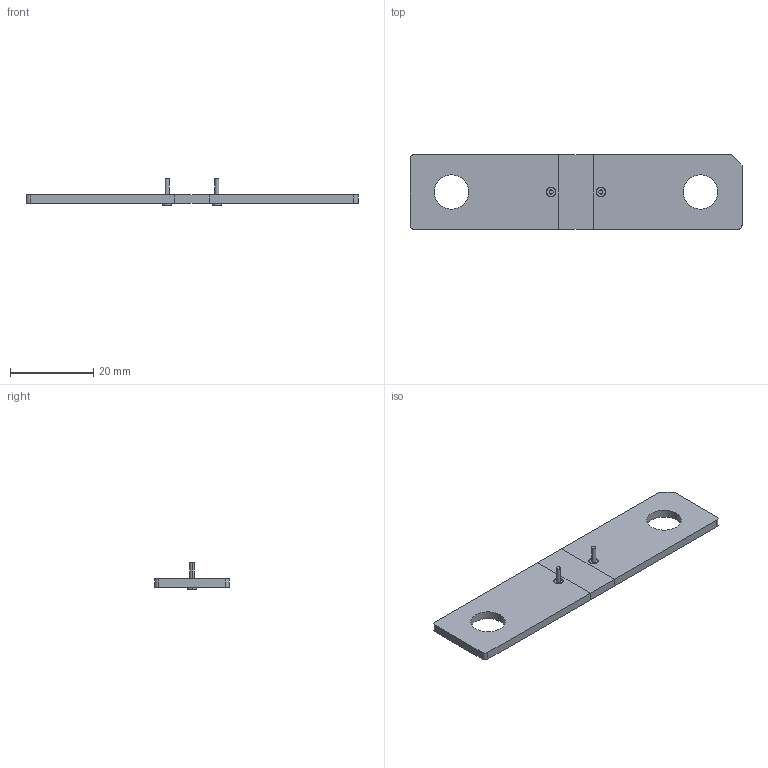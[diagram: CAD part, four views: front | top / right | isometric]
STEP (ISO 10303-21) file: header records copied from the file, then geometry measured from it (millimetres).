
FILE_DESCRIPTION(('STEP AP214'),'1');
FILE_NAME('HS8018 L10 3D.stp','2018-08-20T04:58:23',(' '),(' '),'Spatial InterOp 3D',' ',' ');
FILE_SCHEMA(('AUTOMOTIVE_DESIGN { 1 0 10303 214 1 1 1 1 }'));
Length unit declared in the file: metre
Products named in the file (4): HS8018 L10 3D; Component1; Component2; Component3
Assembly tree (3 placements, depth 2):
  HS8018 L10 3D
    Component1
    Component2
    Component3
Bounding box: 80 x 18 x 6.4 mm (x, y, z)
Volume: 2664.4 mm3; surface area: 3335.1 mm2
Topology: 3 solids, 3 shells, 50 faces, 108 edges, 72 vertices
Faces by surface type: plane 27, cylinder 23
Entity records: 1896 total; most frequent: DIRECTION 262, CARTESIAN_POINT 234, ORIENTED_EDGE 216, EDGE_CURVE 108, AXIS2_PLACEMENT_3D 100, VERTEX_POINT 72, EDGE_LOOP 62, LINE 62
